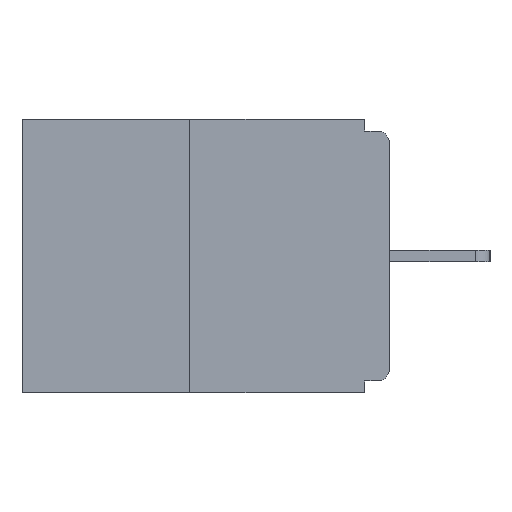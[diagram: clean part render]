
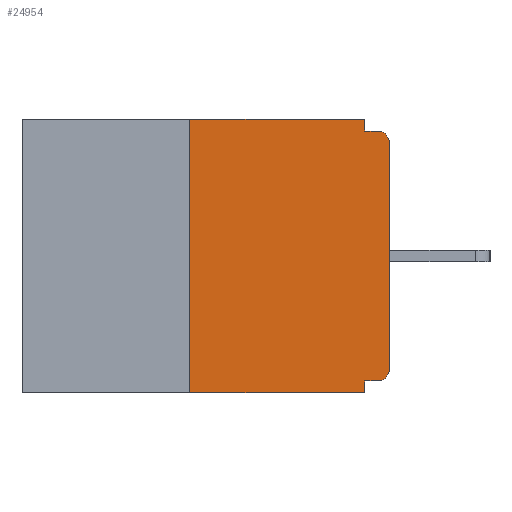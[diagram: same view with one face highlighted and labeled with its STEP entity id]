
A CAD part, left-side view. The second image highlights one B-rep face of the part: STEP entity #24954.
In plain terms, the highlighted planar face has unit normal (-1, 0, 0).
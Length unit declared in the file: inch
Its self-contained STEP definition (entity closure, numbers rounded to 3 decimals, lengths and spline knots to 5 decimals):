
#10 = AXIS2_PLACEMENT_3D ( 'NONE', #3513, #13152, #20890 ) ;
#406 = EDGE_CURVE ( 'NONE', #4315, #12267, #22090, .T. ) ;
#414 = CARTESIAN_POINT ( 'NONE',  ( 0., 0.031, 0. ) ) ;
#588 = LINE ( 'NONE', #8237, #18077 ) ;
#763 = CIRCLE ( 'NONE', #14953, 0.015 ) ;
#785 = EDGE_CURVE ( 'NONE', #5297, #12267, #5607, .T. ) ;
#2403 = LINE ( 'NONE', #8495, #10317 ) ;
#2667 = DIRECTION ( 'NONE',  ( 0., 0., 1. ) ) ;
#2680 = VERTEX_POINT ( 'NONE', #8702 ) ;
#2715 = VERTEX_POINT ( 'NONE', #22274 ) ;
#2958 = LINE ( 'NONE', #8664, #16328 ) ;
#3513 = CARTESIAN_POINT ( 'NONE',  ( 0., 0.46, 0. ) ) ;
#3613 = CARTESIAN_POINT ( 'NONE',  ( 0., 0.031, 0. ) ) ;
#4100 = LINE ( 'NONE', #23629, #23087 ) ;
#4315 = VERTEX_POINT ( 'NONE', #14390 ) ;
#4592 = CARTESIAN_POINT ( 'NONE',  ( 0., 0., 0. ) ) ;
#4949 = DIRECTION ( 'NONE',  ( 0., 1., 0. ) ) ;
#5297 = VERTEX_POINT ( 'NONE', #23157 ) ;
#5433 = PLANE ( 'NONE',  #10 ) ;
#5607 = LINE ( 'NONE', #21072, #20602 ) ;
#5919 = VERTEX_POINT ( 'NONE', #19563 ) ;
#6262 = CARTESIAN_POINT ( 'NONE',  ( 0., 0.46, -0.343 ) ) ;
#6531 = CARTESIAN_POINT ( 'NONE',  ( 0., 0.015, -0.03 ) ) ;
#6881 = LINE ( 'NONE', #4592, #23650 ) ;
#7688 = EDGE_CURVE ( 'NONE', #2715, #5297, #2403, .T. ) ;
#7817 = CARTESIAN_POINT ( 'NONE',  ( 0., 0.015, -0.313 ) ) ;
#8187 = DIRECTION ( 'NONE',  ( 0., 0., -1. ) ) ;
#8237 = CARTESIAN_POINT ( 'NONE',  ( 0., 0., -0.015 ) ) ;
#8495 = CARTESIAN_POINT ( 'NONE',  ( 0., 0., -0.328 ) ) ;
#8664 = CARTESIAN_POINT ( 'NONE',  ( 0., 0.46, 0. ) ) ;
#8702 = CARTESIAN_POINT ( 'NONE',  ( 0., 0.031, -0.015 ) ) ;
#9198 = DIRECTION ( 'NONE',  ( 0., 0., -1. ) ) ;
#9274 = VERTEX_POINT ( 'NONE', #18830 ) ;
#9805 = DIRECTION ( 'NONE',  ( 0., 0., 1. ) ) ;
#10135 = VERTEX_POINT ( 'NONE', #16085 ) ;
#10317 = VECTOR ( 'NONE', #4949, 39.37008 ) ;
#11056 = VECTOR ( 'NONE', #8187, 39.37008 ) ;
#11914 = ORIENTED_EDGE ( 'NONE', *, *, #12055, .T. ) ;
#12032 = DIRECTION ( 'NONE',  ( 0., -1., 0. ) ) ;
#12055 = EDGE_CURVE ( 'NONE', #2715, #22757, #763, .T. ) ;
#12230 = CARTESIAN_POINT ( 'NONE',  ( 0., 0.031, -0.343 ) ) ;
#12267 = VERTEX_POINT ( 'NONE', #12230 ) ;
#12456 = VECTOR ( 'NONE', #16266, 39.37008 ) ;
#12654 = EDGE_CURVE ( 'NONE', #4315, #9274, #4100, .T. ) ;
#12711 = CARTESIAN_POINT ( 'NONE',  ( 0., 0., -0.313 ) ) ;
#13152 = DIRECTION ( 'NONE',  ( 1., 0., 0. ) ) ;
#14013 = CIRCLE ( 'NONE', #19679, 0.015 ) ;
#14255 = DIRECTION ( 'NONE',  ( -1., 0., 0. ) ) ;
#14390 = CARTESIAN_POINT ( 'NONE',  ( 0., 0.25, -0.343 ) ) ;
#14623 = ORIENTED_EDGE ( 'NONE', *, *, #7688, .F. ) ;
#14822 = EDGE_CURVE ( 'NONE', #9274, #15731, #2958, .T. ) ;
#14953 = AXIS2_PLACEMENT_3D ( 'NONE', #7817, #23150, #9198 ) ;
#15731 = VERTEX_POINT ( 'NONE', #3613 ) ;
#15776 = DIRECTION ( 'NONE',  ( 0., 0., -1. ) ) ;
#15879 = ORIENTED_EDGE ( 'NONE', *, *, #14822, .F. ) ;
#15942 = EDGE_CURVE ( 'NONE', #15731, #2680, #17436, .T. ) ;
#16085 = CARTESIAN_POINT ( 'NONE',  ( 0., 0.015, -0.015 ) ) ;
#16266 = DIRECTION ( 'NONE',  ( 0., -1., 0. ) ) ;
#16328 = VECTOR ( 'NONE', #24135, 39.37008 ) ;
#16523 = EDGE_CURVE ( 'NONE', #22757, #5919, #6881, .T. ) ;
#16749 = ORIENTED_EDGE ( 'NONE', *, *, #785, .F. ) ;
#16978 = ORIENTED_EDGE ( 'NONE', *, *, #19098, .F. ) ;
#17436 = LINE ( 'NONE', #414, #11056 ) ;
#17604 = EDGE_LOOP ( 'NONE', ( #15879, #18788, #18426, #16749, #14623, #11914, #22166, #21781, #16978, #18971 ) ) ;
#18077 = VECTOR ( 'NONE', #12032, 39.37008 ) ;
#18426 = ORIENTED_EDGE ( 'NONE', *, *, #406, .T. ) ;
#18730 = EDGE_CURVE ( 'NONE', #5919, #10135, #14013, .T. ) ;
#18788 = ORIENTED_EDGE ( 'NONE', *, *, #12654, .F. ) ;
#18830 = CARTESIAN_POINT ( 'NONE',  ( 0., 0.25, 0. ) ) ;
#18971 = ORIENTED_EDGE ( 'NONE', *, *, #15942, .F. ) ;
#19098 = EDGE_CURVE ( 'NONE', #2680, #10135, #588, .T. ) ;
#19563 = CARTESIAN_POINT ( 'NONE',  ( 0., 0., -0.03 ) ) ;
#19679 = AXIS2_PLACEMENT_3D ( 'NONE', #6531, #14255, #15776 ) ;
#20602 = VECTOR ( 'NONE', #21320, 39.37008 ) ;
#20890 = DIRECTION ( 'NONE',  ( 0., 0., -1. ) ) ;
#21072 = CARTESIAN_POINT ( 'NONE',  ( 0., 0.031, -0.343 ) ) ;
#21320 = DIRECTION ( 'NONE',  ( 0., 0., -1. ) ) ;
#21781 = ORIENTED_EDGE ( 'NONE', *, *, #18730, .T. ) ;
#22090 = LINE ( 'NONE', #6262, #12456 ) ;
#22166 = ORIENTED_EDGE ( 'NONE', *, *, #16523, .T. ) ;
#22274 = CARTESIAN_POINT ( 'NONE',  ( 0., 0.015, -0.328 ) ) ;
#22757 = VERTEX_POINT ( 'NONE', #12711 ) ;
#22789 = FACE_OUTER_BOUND ( 'NONE', #17604, .T. ) ;
#23087 = VECTOR ( 'NONE', #9805, 39.37008 ) ;
#23150 = DIRECTION ( 'NONE',  ( -1., 0., 0. ) ) ;
#23157 = CARTESIAN_POINT ( 'NONE',  ( 0., 0.031, -0.328 ) ) ;
#23629 = CARTESIAN_POINT ( 'NONE',  ( 0., 0.25, 0. ) ) ;
#23650 = VECTOR ( 'NONE', #2667, 39.37008 ) ;
#24135 = DIRECTION ( 'NONE',  ( 0., -1., 0. ) ) ;
#24954 = ADVANCED_FACE ( 'NONE', ( #22789 ), #5433, .F. ) ;
